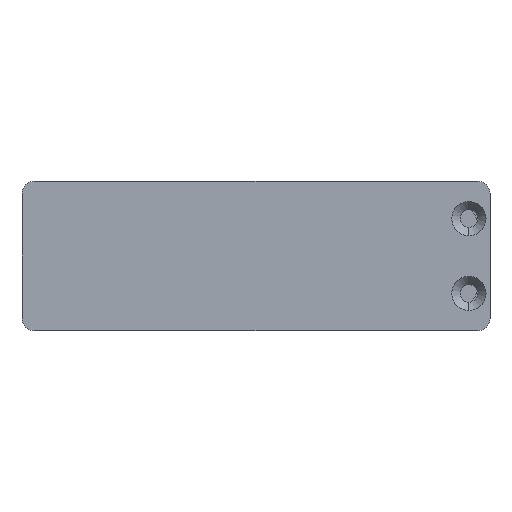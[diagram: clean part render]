
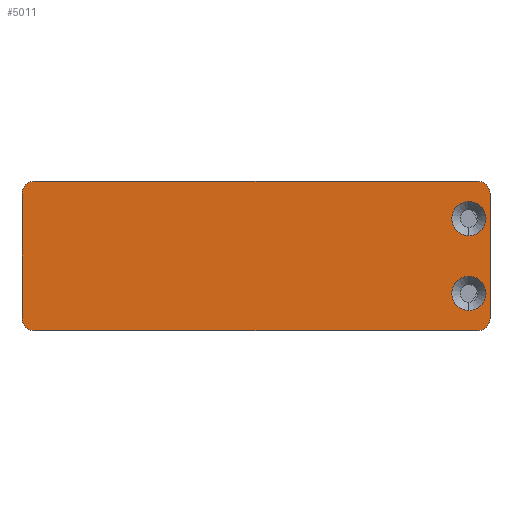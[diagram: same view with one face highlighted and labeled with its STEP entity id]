
A CAD part, front view. The second image highlights one B-rep face of the part: STEP entity #5011.
In plain terms, the highlighted planar face has unit normal (0, -1, 0).
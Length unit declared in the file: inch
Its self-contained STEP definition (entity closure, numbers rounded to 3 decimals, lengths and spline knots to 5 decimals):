
#42 = FACE_OUTER_BOUND ( 'NONE', #3362, .T. ) ;
#45 = ORIENTED_EDGE ( 'NONE', *, *, #4949, .T. ) ;
#221 = EDGE_CURVE ( 'NONE', #3086, #4697, #1466, .T. ) ;
#224 = CARTESIAN_POINT ( 'NONE',  ( 0.063, 0., 0.687 ) ) ;
#232 = CARTESIAN_POINT ( 'NONE',  ( 2.287, 0., 0.75 ) ) ;
#291 = CARTESIAN_POINT ( 'NONE',  ( 2.244, 0., 0.649 ) ) ;
#296 = DIRECTION ( 'NONE',  ( 0., 0., -1. ) ) ;
#307 = DIRECTION ( 'NONE',  ( -0.707, 0., 0.707 ) ) ;
#311 = EDGE_CURVE ( 'NONE', #893, #1078, #2842, .T. ) ;
#378 = DIRECTION ( 'NONE',  ( 0., 0., -1. ) ) ;
#381 = DIRECTION ( 'NONE',  ( 0., 1., 0. ) ) ;
#392 = DIRECTION ( 'NONE',  ( 0.707, 0., -0.707 ) ) ;
#482 = DIRECTION ( 'NONE',  ( 0., 1., 0. ) ) ;
#507 = ORIENTED_EDGE ( 'NONE', *, *, #1184, .F. ) ;
#525 = ORIENTED_EDGE ( 'NONE', *, *, #2546, .T. ) ;
#536 = VERTEX_POINT ( 'NONE', #4743 ) ;
#601 = ORIENTED_EDGE ( 'NONE', *, *, #4082, .F. ) ;
#634 = DIRECTION ( 'NONE',  ( 0., 1., 0. ) ) ;
#661 = AXIS2_PLACEMENT_3D ( 'NONE', #1248, #482, #1299 ) ;
#702 = ORIENTED_EDGE ( 'NONE', *, *, #1867, .T. ) ;
#747 = CARTESIAN_POINT ( 'NONE',  ( 2.35, 0., 0.375 ) ) ;
#748 = EDGE_CURVE ( 'NONE', #2192, #3951, #1327, .T. ) ;
#762 = CIRCLE ( 'NONE', #1738, 0.063 ) ;
#789 = CARTESIAN_POINT ( 'NONE',  ( 1.175, 0., 0. ) ) ;
#793 = EDGE_CURVE ( 'NONE', #4061, #4644, #1194, .T. ) ;
#893 = VERTEX_POINT ( 'NONE', #2458 ) ;
#897 = CARTESIAN_POINT ( 'NONE',  ( 2.244, 0., 0.187 ) ) ;
#942 = CARTESIAN_POINT ( 'NONE',  ( 2.287, 0., 0.687 ) ) ;
#1039 = VERTEX_POINT ( 'NONE', #291 ) ;
#1078 = VERTEX_POINT ( 'NONE', #2050 ) ;
#1163 = DIRECTION ( 'NONE',  ( 0., 1., 0. ) ) ;
#1178 = VERTEX_POINT ( 'NONE', #3798 ) ;
#1184 = EDGE_CURVE ( 'NONE', #1078, #3252, #4670, .T. ) ;
#1189 = DIRECTION ( 'NONE',  ( 0., 1., 0. ) ) ;
#1194 = CIRCLE ( 'NONE', #2650, 0.063 ) ;
#1248 = CARTESIAN_POINT ( 'NONE',  ( 0.063, 0., 0.063 ) ) ;
#1257 = DIRECTION ( 'NONE',  ( 0., 0., -1. ) ) ;
#1258 = CARTESIAN_POINT ( 'NONE',  ( 2.244, 0., 0.273 ) ) ;
#1291 = ORIENTED_EDGE ( 'NONE', *, *, #3824, .T. ) ;
#1299 = DIRECTION ( 'NONE',  ( -0.707, 0., -0.707 ) ) ;
#1302 = AXIS2_PLACEMENT_3D ( 'NONE', #4780, #2069, #3243 ) ;
#1308 = LINE ( 'NONE', #789, #3776 ) ;
#1327 = CIRCLE ( 'NONE', #4665, 0.063 ) ;
#1333 = CARTESIAN_POINT ( 'NONE',  ( 2.33155, 0., 0.73155 ) ) ;
#1360 = CIRCLE ( 'NONE', #4290, 0.086 ) ;
#1466 = CIRCLE ( 'NONE', #4962, 0.086 ) ;
#1505 = CARTESIAN_POINT ( 'NONE',  ( 0.01845, 0., 0.01845 ) ) ;
#1585 = ORIENTED_EDGE ( 'NONE', *, *, #748, .F. ) ;
#1586 = EDGE_CURVE ( 'NONE', #4644, #3811, #3434, .T. ) ;
#1588 = LINE ( 'NONE', #747, #3706 ) ;
#1643 = DIRECTION ( 'NONE',  ( 0., 1., 0. ) ) ;
#1675 = CARTESIAN_POINT ( 'NONE',  ( 0., 0., 0.063 ) ) ;
#1720 = DIRECTION ( 'NONE',  ( 1., 0., 0. ) ) ;
#1738 = AXIS2_PLACEMENT_3D ( 'NONE', #2884, #4449, #2908 ) ;
#1812 = CIRCLE ( 'NONE', #2460, 0.086 ) ;
#1867 = EDGE_CURVE ( 'NONE', #4697, #3086, #1812, .T. ) ;
#1886 = DIRECTION ( 'NONE',  ( 0., 0., -1. ) ) ;
#1890 = ORIENTED_EDGE ( 'NONE', *, *, #3699, .T. ) ;
#1906 = LINE ( 'NONE', #2627, #3464 ) ;
#2007 = CIRCLE ( 'NONE', #2563, 0.086 ) ;
#2047 = CARTESIAN_POINT ( 'NONE',  ( 2.33155, 0., 0.01845 ) ) ;
#2050 = CARTESIAN_POINT ( 'NONE',  ( 0.01845, 0., 0.73155 ) ) ;
#2069 = DIRECTION ( 'NONE',  ( 0., 1., 0. ) ) ;
#2087 = VECTOR ( 'NONE', #1886, 39.37008 ) ;
#2135 = EDGE_CURVE ( 'NONE', #3934, #536, #762, .T. ) ;
#2184 = DIRECTION ( 'NONE',  ( 0.707, 0., 0.707 ) ) ;
#2192 = VERTEX_POINT ( 'NONE', #232 ) ;
#2284 = DIRECTION ( 'NONE',  ( 0., 0., -1. ) ) ;
#2345 = CARTESIAN_POINT ( 'NONE',  ( 0.063, 0., 0.75 ) ) ;
#2352 = ORIENTED_EDGE ( 'NONE', *, *, #1586, .F. ) ;
#2383 = FACE_BOUND ( 'NONE', #4472, .T. ) ;
#2407 = AXIS2_PLACEMENT_3D ( 'NONE', #942, #3664, #2936 ) ;
#2418 = CARTESIAN_POINT ( 'NONE',  ( 2.244, 0., 0.101 ) ) ;
#2444 = VERTEX_POINT ( 'NONE', #2527 ) ;
#2458 = CARTESIAN_POINT ( 'NONE',  ( 0., 0., 0.687 ) ) ;
#2460 = AXIS2_PLACEMENT_3D ( 'NONE', #3868, #1163, #378 ) ;
#2524 = ORIENTED_EDGE ( 'NONE', *, *, #4205, .T. ) ;
#2527 = CARTESIAN_POINT ( 'NONE',  ( 2.244, 0., 0.477 ) ) ;
#2546 = EDGE_CURVE ( 'NONE', #1039, #2444, #2007, .T. ) ;
#2563 = AXIS2_PLACEMENT_3D ( 'NONE', #3427, #1189, #296 ) ;
#2627 = CARTESIAN_POINT ( 'NONE',  ( 1.175, 0., 0.75 ) ) ;
#2650 = AXIS2_PLACEMENT_3D ( 'NONE', #4197, #381, #3043 ) ;
#2651 = AXIS2_PLACEMENT_3D ( 'NONE', #4379, #3938, #4348 ) ;
#2683 = DIRECTION ( 'NONE',  ( -1., 0., 0. ) ) ;
#2781 = ORIENTED_EDGE ( 'NONE', *, *, #4567, .T. ) ;
#2791 = AXIS2_PLACEMENT_3D ( 'NONE', #224, #2972, #307 ) ;
#2838 = FACE_BOUND ( 'NONE', #4474, .T. ) ;
#2842 = CIRCLE ( 'NONE', #1302, 0.063 ) ;
#2874 = CARTESIAN_POINT ( 'NONE',  ( 2.35, 0., 0.063 ) ) ;
#2884 = CARTESIAN_POINT ( 'NONE',  ( 2.287, 0., 0.063 ) ) ;
#2908 = DIRECTION ( 'NONE',  ( 0.707, 0., -0.707 ) ) ;
#2936 = DIRECTION ( 'NONE',  ( 0.707, 0., 0.707 ) ) ;
#2972 = DIRECTION ( 'NONE',  ( 0., 1., 0. ) ) ;
#3043 = DIRECTION ( 'NONE',  ( -0.707, 0., -0.707 ) ) ;
#3086 = VERTEX_POINT ( 'NONE', #1258 ) ;
#3209 = VERTEX_POINT ( 'NONE', #2874 ) ;
#3243 = DIRECTION ( 'NONE',  ( -0.707, 0., 0.707 ) ) ;
#3247 = ORIENTED_EDGE ( 'NONE', *, *, #221, .T. ) ;
#3252 = VERTEX_POINT ( 'NONE', #2345 ) ;
#3362 = EDGE_LOOP ( 'NONE', ( #5009, #1291, #3490, #601, #2524, #3637, #1585, #1890, #507, #3593, #2781, #2352 ) ) ;
#3427 = CARTESIAN_POINT ( 'NONE',  ( 2.244, 0., 0.563 ) ) ;
#3434 = CIRCLE ( 'NONE', #661, 0.063 ) ;
#3464 = VECTOR ( 'NONE', #2683, 39.37008 ) ;
#3490 = ORIENTED_EDGE ( 'NONE', *, *, #2135, .F. ) ;
#3593 = ORIENTED_EDGE ( 'NONE', *, *, #311, .F. ) ;
#3625 = CIRCLE ( 'NONE', #2407, 0.063 ) ;
#3637 = ORIENTED_EDGE ( 'NONE', *, *, #4833, .F. ) ;
#3664 = DIRECTION ( 'NONE',  ( 0., 1., 0. ) ) ;
#3699 = EDGE_CURVE ( 'NONE', #2192, #3252, #1906, .T. ) ;
#3706 = VECTOR ( 'NONE', #4671, 39.37008 ) ;
#3721 = CARTESIAN_POINT ( 'NONE',  ( 0.063, 0., 0. ) ) ;
#3776 = VECTOR ( 'NONE', #1720, 39.37008 ) ;
#3796 = CARTESIAN_POINT ( 'NONE',  ( 0., 0., 0.375 ) ) ;
#3798 = CARTESIAN_POINT ( 'NONE',  ( 2.35, 0., 0.687 ) ) ;
#3811 = VERTEX_POINT ( 'NONE', #1675 ) ;
#3824 = EDGE_CURVE ( 'NONE', #4061, #536, #1308, .T. ) ;
#3868 = CARTESIAN_POINT ( 'NONE',  ( 2.244, 0., 0.187 ) ) ;
#3934 = VERTEX_POINT ( 'NONE', #2047 ) ;
#3938 = DIRECTION ( 'NONE',  ( 0., 1., 0. ) ) ;
#3951 = VERTEX_POINT ( 'NONE', #1333 ) ;
#4061 = VERTEX_POINT ( 'NONE', #3721 ) ;
#4082 = EDGE_CURVE ( 'NONE', #3209, #3934, #4922, .T. ) ;
#4123 = CARTESIAN_POINT ( 'NONE',  ( 2.287, 0., 0.687 ) ) ;
#4195 = DIRECTION ( 'NONE',  ( 0., 1., 0. ) ) ;
#4197 = CARTESIAN_POINT ( 'NONE',  ( 0.063, 0., 0.063 ) ) ;
#4205 = EDGE_CURVE ( 'NONE', #3209, #1178, #1588, .T. ) ;
#4290 = AXIS2_PLACEMENT_3D ( 'NONE', #4937, #4195, #2284 ) ;
#4305 = PLANE ( 'NONE',  #2651 ) ;
#4315 = DIRECTION ( 'NONE',  ( 0., 1., 0. ) ) ;
#4348 = DIRECTION ( 'NONE',  ( 1., 0., 0. ) ) ;
#4363 = AXIS2_PLACEMENT_3D ( 'NONE', #4539, #4315, #392 ) ;
#4379 = CARTESIAN_POINT ( 'NONE',  ( 1.175, 0., 0.375 ) ) ;
#4449 = DIRECTION ( 'NONE',  ( 0., 1., 0. ) ) ;
#4472 = EDGE_LOOP ( 'NONE', ( #45, #525 ) ) ;
#4474 = EDGE_LOOP ( 'NONE', ( #702, #3247 ) ) ;
#4539 = CARTESIAN_POINT ( 'NONE',  ( 2.287, 0., 0.063 ) ) ;
#4567 = EDGE_CURVE ( 'NONE', #893, #3811, #4965, .T. ) ;
#4644 = VERTEX_POINT ( 'NONE', #1505 ) ;
#4665 = AXIS2_PLACEMENT_3D ( 'NONE', #4123, #634, #2184 ) ;
#4670 = CIRCLE ( 'NONE', #2791, 0.063 ) ;
#4671 = DIRECTION ( 'NONE',  ( 0., 0., 1. ) ) ;
#4697 = VERTEX_POINT ( 'NONE', #2418 ) ;
#4743 = CARTESIAN_POINT ( 'NONE',  ( 2.287, 0., 0. ) ) ;
#4780 = CARTESIAN_POINT ( 'NONE',  ( 0.063, 0., 0.687 ) ) ;
#4833 = EDGE_CURVE ( 'NONE', #3951, #1178, #3625, .T. ) ;
#4922 = CIRCLE ( 'NONE', #4363, 0.063 ) ;
#4937 = CARTESIAN_POINT ( 'NONE',  ( 2.244, 0., 0.563 ) ) ;
#4949 = EDGE_CURVE ( 'NONE', #2444, #1039, #1360, .T. ) ;
#4962 = AXIS2_PLACEMENT_3D ( 'NONE', #897, #1643, #1257 ) ;
#4965 = LINE ( 'NONE', #3796, #2087 ) ;
#5009 = ORIENTED_EDGE ( 'NONE', *, *, #793, .F. ) ;
#5011 = ADVANCED_FACE ( 'NONE', ( #2838, #2383, #42 ), #4305, .F. ) ;
